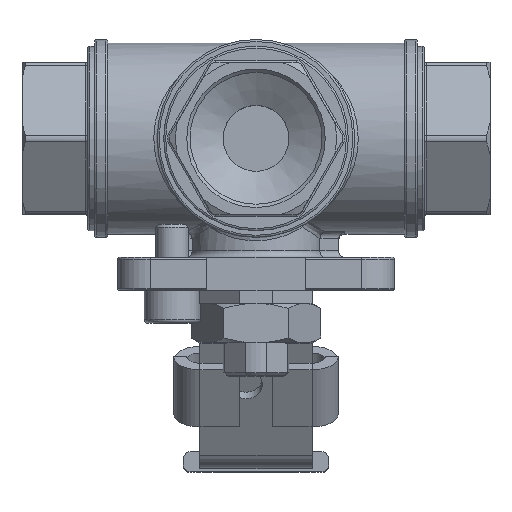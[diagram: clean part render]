
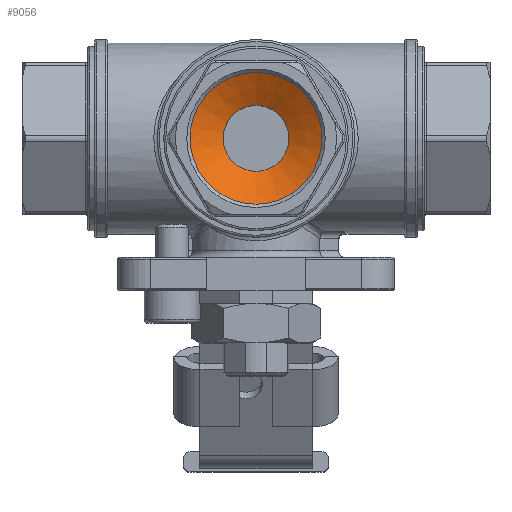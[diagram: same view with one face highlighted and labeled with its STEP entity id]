
A CAD part, top view. The second image highlights one B-rep face of the part: STEP entity #9056.
In plain terms, the highlighted conical face has half-angle 60 degrees and reference radius 7.5 mm.
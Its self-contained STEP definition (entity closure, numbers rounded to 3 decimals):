
#187=CONICAL_SURFACE('',#9930,7.5,1.047);
#1476=FACE_OUTER_BOUND('',#2023,.T.);
#2023=EDGE_LOOP('',(#7581,#7582,#7583,#7584,#7585));
#2660=LINE('',#15309,#3372);
#3372=VECTOR('',#11650,7.5);
#3794=CIRCLE('',#9626,10.);
#3924=CIRCLE('',#9931,5.);
#3925=CIRCLE('',#9932,5.);
#4221=VERTEX_POINT('',#13818);
#4510=VERTEX_POINT('',#15306);
#4511=VERTEX_POINT('',#15307);
#5122=EDGE_CURVE('',#4221,#4221,#3794,.T.);
#5588=EDGE_CURVE('',#4510,#4511,#3924,.T.);
#5589=EDGE_CURVE('',#4510,#4221,#2660,.T.);
#5590=EDGE_CURVE('',#4511,#4510,#3925,.T.);
#7581=ORIENTED_EDGE('',*,*,#5588,.F.);
#7582=ORIENTED_EDGE('',*,*,#5589,.T.);
#7583=ORIENTED_EDGE('',*,*,#5122,.T.);
#7584=ORIENTED_EDGE('',*,*,#5589,.F.);
#7585=ORIENTED_EDGE('',*,*,#5590,.F.);
#9056=ADVANCED_FACE('',(#1476),#187,.F.);
#9626=AXIS2_PLACEMENT_3D('',#13819,#10796,#10797);
#9930=AXIS2_PLACEMENT_3D('',#15305,#11646,#11647);
#9931=AXIS2_PLACEMENT_3D('',#15308,#11648,#11649);
#9932=AXIS2_PLACEMENT_3D('',#15310,#11651,#11652);
#10796=DIRECTION('center_axis',(0.,0.,1.));
#10797=DIRECTION('ref_axis',(0.,-1.,0.));
#11646=DIRECTION('center_axis',(0.,0.,1.));
#11647=DIRECTION('ref_axis',(0.,-1.,0.));
#11648=DIRECTION('center_axis',(0.,0.,1.));
#11649=DIRECTION('ref_axis',(1.,0.,0.));
#11650=DIRECTION('',(0.,0.866,0.5));
#11651=DIRECTION('center_axis',(0.,0.,1.));
#11652=DIRECTION('ref_axis',(1.,0.,0.));
#13818=CARTESIAN_POINT('',(35.5,10.,28.387));
#13819=CARTESIAN_POINT('Origin',(35.5,0.,28.387));
#15305=CARTESIAN_POINT('Origin',(35.5,0.,26.943));
#15306=CARTESIAN_POINT('',(35.5,5.,25.5));
#15307=CARTESIAN_POINT('',(30.5,0.,25.5));
#15308=CARTESIAN_POINT('Origin',(35.5,0.,25.5));
#15309=CARTESIAN_POINT('',(35.5,7.5,26.943));
#15310=CARTESIAN_POINT('Origin',(35.5,0.,25.5));
